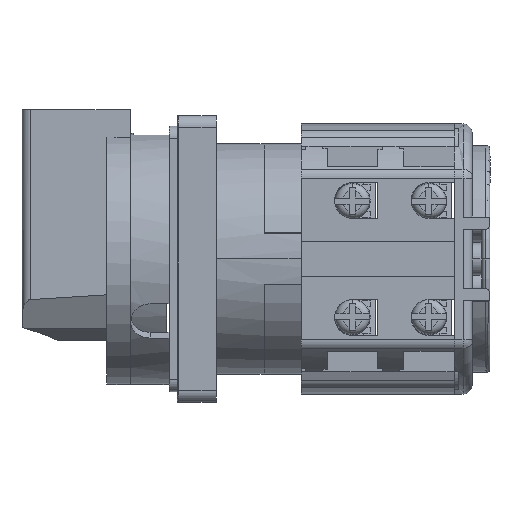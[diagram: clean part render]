
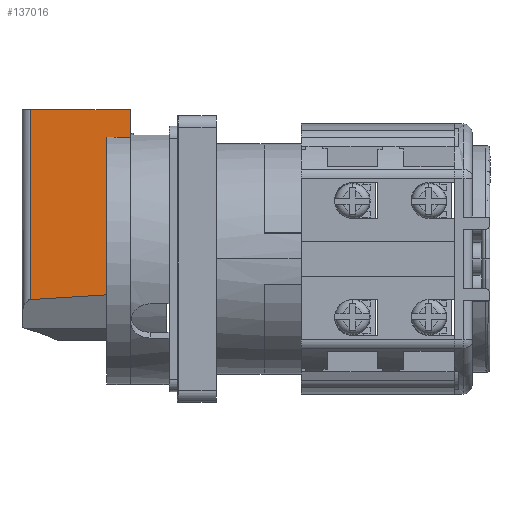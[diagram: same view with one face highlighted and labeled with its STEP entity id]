
A CAD part, left-side view. The second image highlights one B-rep face of the part: STEP entity #137016.
In plain terms, the highlighted planar face has unit normal (-0.999, 0.035, 0.039).
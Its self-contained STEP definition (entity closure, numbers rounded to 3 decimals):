
#135505=CARTESIAN_POINT('',(-5.006,63.62,
-10.035));
#135507=DIRECTION('',(-0.032,-0.998,0.062));
#135508=VECTOR('',#135507,12.783);
#135509=CARTESIAN_POINT('',(-5.006,63.62,
-10.035));
#135510=LINE('',#135509,#135508);
#135515=DIRECTION('',(0.039,0.,0.999));
#135516=VECTOR('',#135515,16.753);
#135517=CARTESIAN_POINT('',(-5.421,50.868,
-9.247));
#135518=LINE('',#135517,#135516);
#135524=DIRECTION('',(0.039,0.,0.999));
#135525=VECTOR('',#135524,4.636);
#135526=CARTESIAN_POINT('',(-4.536,46.968,
17.121));
#135527=LINE('',#135526,#135525);
#135600=DIRECTION('',(0.035,0.999,0.));
#135601=VECTOR('',#135600,16.663);
#135602=CARTESIAN_POINT('',(-4.357,46.968,
21.753));
#135603=LINE('',#135602,#135601);
#136539=DIRECTION('',(0.039,0.,0.999));
#136540=VECTOR('',#136539,5.998);
#136541=CARTESIAN_POINT('',(-4.773,50.868,
7.494));
#136542=LINE('',#136541,#136540);
#136557=DIRECTION('',(0.039,0.,0.999));
#136558=VECTOR('',#136557,3.67);
#136559=CARTESIAN_POINT('',(-4.541,50.868,
13.488));
#136560=LINE('',#136559,#136558);
#136571=CARTESIAN_POINT('',(-4.399,50.868,
17.155));
#136572=CARTESIAN_POINT('',(-4.445,49.568,
17.144));
#136573=CARTESIAN_POINT('',(-4.491,48.268,
17.132));
#136574=CARTESIAN_POINT('',(-4.536,46.968,
17.121));
#136581=DIRECTION('',(-0.039,0.,
-0.999));
#136582=VECTOR('',#136581,31.813);
#136583=CARTESIAN_POINT('',(-3.775,63.62,
21.753));
#136584=LINE('',#136583,#136582);
#136607=CARTESIAN_POINT('',(-5.421,50.868,
-9.247));
#136609=VERTEX_POINT('',#136607);
#136610=VERTEX_POINT('',#135505);
#136611=CARTESIAN_POINT('',(-4.773,50.868,
7.494));
#136612=VERTEX_POINT('',#136611);
#136613=CARTESIAN_POINT('',(-4.536,46.968,
17.121));
#136614=CARTESIAN_POINT('',(-4.357,46.968,
21.753));
#136615=VERTEX_POINT('',#136613);
#136616=VERTEX_POINT('',#136614);
#136617=VERTEX_POINT('',#136571);
#136618=CARTESIAN_POINT('',(-4.541,50.868,
13.488));
#136619=VERTEX_POINT('',#136618);
#136620=CARTESIAN_POINT('',(-3.775,63.62,
21.753));
#136621=VERTEX_POINT('',#136620);
#136995=CARTESIAN_POINT('',(-5.421,50.868,
-9.247));
#136996=DIRECTION('',(-0.999,0.035,0.039));
#136997=DIRECTION('',(0.039,0.,0.999));
#136998=AXIS2_PLACEMENT_3D('',#136995,#136996,#136997);
#136999=PLANE('',#136998);
#137001=ORIENTED_EDGE('',*,*,#137000,.F.);
#137003=ORIENTED_EDGE('',*,*,#137002,.F.);
#137005=ORIENTED_EDGE('',*,*,#137004,.F.);
#137007=ORIENTED_EDGE('',*,*,#137006,.F.);
#137008=ORIENTED_EDGE('',*,*,#136981,.F.);
#137009=ORIENTED_EDGE('',*,*,#136963,.F.);
#137011=ORIENTED_EDGE('',*,*,#137010,.F.);
#137013=ORIENTED_EDGE('',*,*,#137012,.F.);
#137014=EDGE_LOOP('',(#137001,#137003,#137005,#137007,#137008,#137009,#137011,
#137013));
#137015=FACE_OUTER_BOUND('',#137014,.F.);
#136575=B_SPLINE_CURVE_WITH_KNOTS('',3,(#136571,#136572,#136573,#136574),
.UNSPECIFIED.,.F.,.F.,(4,4),(0.,1.),.UNSPECIFIED.);
#136963=EDGE_CURVE('',#136610,#136609,#135510,.T.);
#136981=EDGE_CURVE('',#136609,#136612,#135518,.T.);
#137000=EDGE_CURVE('',#136615,#136616,#135527,.T.);
#137002=EDGE_CURVE('',#136617,#136615,#136575,.T.);
#137004=EDGE_CURVE('',#136619,#136617,#136560,.T.);
#137006=EDGE_CURVE('',#136612,#136619,#136542,.T.);
#137010=EDGE_CURVE('',#136621,#136610,#136584,.T.);
#137012=EDGE_CURVE('',#136616,#136621,#135603,.T.);
#137016=ADVANCED_FACE('',(#137015),#136999,.T.);
